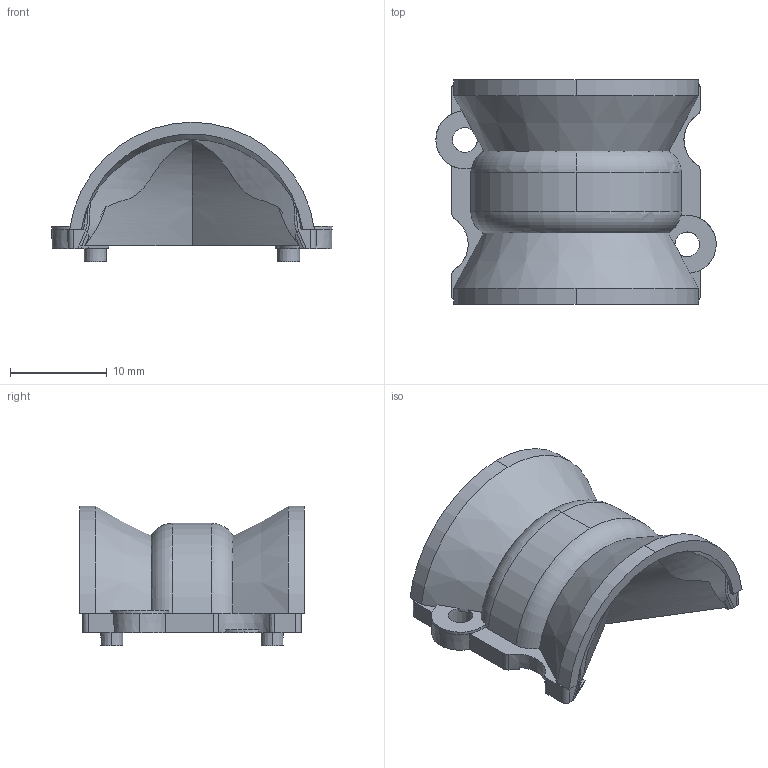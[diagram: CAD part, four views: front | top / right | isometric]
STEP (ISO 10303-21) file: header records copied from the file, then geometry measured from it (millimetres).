
FILE_DESCRIPTION (( 'STEP AP214' ), '1' );
FILE_NAME ('ÀÌÒ-HB-29õ23-3030-100õ20 ÃÌ.STEP', '2023-04-13T06:52:33', ( '' ), ( '' ), 'SwSTEP 2.0', 'SolidWorks 2019', '' );
FILE_SCHEMA (( 'AUTOMOTIVE_DESIGN' ));
Length unit declared in the file: millimetre
Products named in the file (1): ÀÌÒ-HB-29õ23-3030-100õ20 ÃÌ
Bounding box: 28.99 x 23.22 x 14.43 mm (x, y, z)
Volume: 3392.2 mm3; surface area: 2241.1 mm2
Topology: 1 solids, 1 shells, 138 faces, 383 edges, 244 vertices
Faces by surface type: plane 54, bspline 42, cone 27, cylinder 12, torus 3
Entity records: 25100 total; most frequent: CARTESIAN_POINT 22031, ORIENTED_EDGE 758, DIRECTION 458, EDGE_CURVE 379, VERTEX_POINT 244, AXIS2_PLACEMENT_3D 173, B_SPLINE_CURVE_WITH_KNOTS 171, EDGE_LOOP 143
